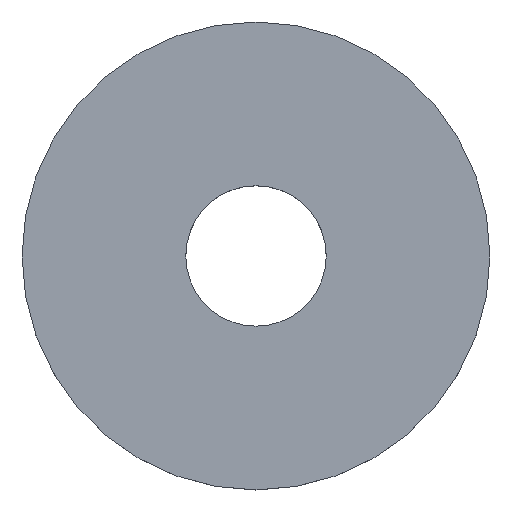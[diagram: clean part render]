
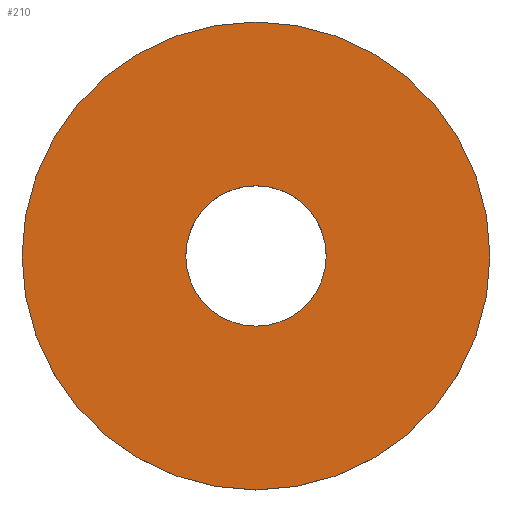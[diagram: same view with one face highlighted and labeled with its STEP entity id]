
A CAD part, top view. The second image highlights one B-rep face of the part: STEP entity #210.
In plain terms, the highlighted planar face has unit normal (0, 0, 1).
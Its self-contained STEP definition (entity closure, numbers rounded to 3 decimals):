
#54 = CYLINDRICAL_SURFACE('',#55,3.);
#55 = AXIS2_PLACEMENT_3D('',#56,#57,#58);
#56 = CARTESIAN_POINT('',(0.,0.,2.72));
#57 = DIRECTION('',(-0.,-0.,-1.));
#58 = DIRECTION('',(-1.,0.,0.));
#100 = EDGE_CURVE('',#101,#101,#103,.T.);
#101 = VERTEX_POINT('',#102);
#102 = CARTESIAN_POINT('',(-3.,0.,0.));
#103 = SURFACE_CURVE('',#104,(#109,#116),.PCURVE_S1.);
#104 = CIRCLE('',#105,3.);
#105 = AXIS2_PLACEMENT_3D('',#106,#107,#108);
#106 = CARTESIAN_POINT('',(0.,0.,0.));
#107 = DIRECTION('',(-0.,0.,-1.));
#108 = DIRECTION('',(-1.,0.,0.));
#109 = PCURVE('',#54,#110);
#110 = DEFINITIONAL_REPRESENTATION('',(#111),#115);
#111 = LINE('',#112,#113);
#112 = CARTESIAN_POINT('',(-6.283,2.72));
#113 = VECTOR('',#114,1.);
#114 = DIRECTION('',(1.,-0.));
#115 = ( GEOMETRIC_REPRESENTATION_CONTEXT(2) 
PARAMETRIC_REPRESENTATION_CONTEXT() REPRESENTATION_CONTEXT('2D SPACE',''
  ) );
#116 = PCURVE('',#117,#122);
#117 = PLANE('',#118);
#118 = AXIS2_PLACEMENT_3D('',#119,#120,#121);
#119 = CARTESIAN_POINT('',(0.,0.,0.));
#120 = DIRECTION('',(0.,0.,1.));
#121 = DIRECTION('',(1.,0.,0.));
#122 = DEFINITIONAL_REPRESENTATION('',(#123),#131);
#123 = ( BOUNDED_CURVE() B_SPLINE_CURVE(2,(#124,#125,#126,#127,#128,#129
,#130),.UNSPECIFIED.,.F.,.F.) B_SPLINE_CURVE_WITH_KNOTS((1,2,2,2,2,1),(
    -2.094,0.,2.094,4.189,6.283,
8.378),.UNSPECIFIED.) CURVE() GEOMETRIC_REPRESENTATION_ITEM() 
RATIONAL_B_SPLINE_CURVE((1.,0.5,1.,0.5,1.,0.5,1.)) REPRESENTATION_ITEM(
  '') );
#124 = CARTESIAN_POINT('',(-3.,0.));
#125 = CARTESIAN_POINT('',(-3.,5.196));
#126 = CARTESIAN_POINT('',(1.5,2.598));
#127 = CARTESIAN_POINT('',(6.,0.));
#128 = CARTESIAN_POINT('',(1.5,-2.598));
#129 = CARTESIAN_POINT('',(-3.,-5.196));
#130 = CARTESIAN_POINT('',(-3.,0.));
#131 = ( GEOMETRIC_REPRESENTATION_CONTEXT(2) 
PARAMETRIC_REPRESENTATION_CONTEXT() REPRESENTATION_CONTEXT('2D SPACE',''
  ) );
#198 = CYLINDRICAL_SURFACE('',#199,10.);
#199 = AXIS2_PLACEMENT_3D('',#200,#201,#202);
#200 = CARTESIAN_POINT('',(0.,0.,-1.28));
#201 = DIRECTION('',(0.,0.,1.));
#202 = DIRECTION('',(-1.,0.,0.));
#210 = ADVANCED_FACE('',(#211,#237),#117,.T.);
#211 = FACE_BOUND('',#212,.T.);
#212 = EDGE_LOOP('',(#213));
#213 = ORIENTED_EDGE('',*,*,#214,.T.);
#214 = EDGE_CURVE('',#215,#215,#217,.T.);
#215 = VERTEX_POINT('',#216);
#216 = CARTESIAN_POINT('',(-10.,0.,0.));
#217 = SURFACE_CURVE('',#218,(#223,#230),.PCURVE_S1.);
#218 = CIRCLE('',#219,10.);
#219 = AXIS2_PLACEMENT_3D('',#220,#221,#222);
#220 = CARTESIAN_POINT('',(0.,0.,0.));
#221 = DIRECTION('',(0.,0.,1.));
#222 = DIRECTION('',(-1.,0.,0.));
#223 = PCURVE('',#117,#224);
#224 = DEFINITIONAL_REPRESENTATION('',(#225),#229);
#225 = CIRCLE('',#226,10.);
#226 = AXIS2_PLACEMENT_2D('',#227,#228);
#227 = CARTESIAN_POINT('',(0.,0.));
#228 = DIRECTION('',(-1.,0.));
#229 = ( GEOMETRIC_REPRESENTATION_CONTEXT(2) 
PARAMETRIC_REPRESENTATION_CONTEXT() REPRESENTATION_CONTEXT('2D SPACE',''
  ) );
#230 = PCURVE('',#198,#231);
#231 = DEFINITIONAL_REPRESENTATION('',(#232),#236);
#232 = LINE('',#233,#234);
#233 = CARTESIAN_POINT('',(0.,1.28));
#234 = VECTOR('',#235,1.);
#235 = DIRECTION('',(1.,0.));
#236 = ( GEOMETRIC_REPRESENTATION_CONTEXT(2) 
PARAMETRIC_REPRESENTATION_CONTEXT() REPRESENTATION_CONTEXT('2D SPACE',''
  ) );
#237 = FACE_BOUND('',#238,.T.);
#238 = EDGE_LOOP('',(#239));
#239 = ORIENTED_EDGE('',*,*,#100,.T.);
